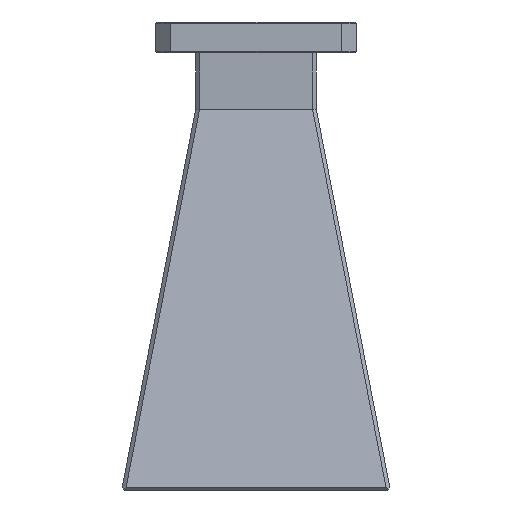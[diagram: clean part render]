
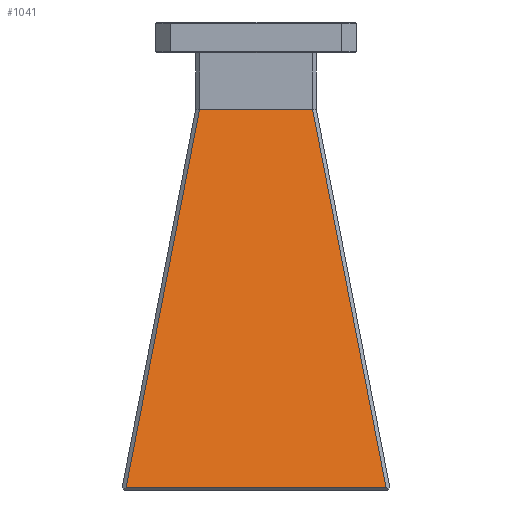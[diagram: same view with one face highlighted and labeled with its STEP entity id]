
A CAD part, front view. The second image highlights one B-rep face of the part: STEP entity #1041.
In plain terms, the highlighted planar face has unit normal (0, -0.982, 0.191).
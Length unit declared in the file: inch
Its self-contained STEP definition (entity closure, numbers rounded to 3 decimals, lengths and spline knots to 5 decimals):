
#79 = PLANE ( 'NONE',  #604 ) ;
#88 = DIRECTION ( 'NONE',  ( 1., 0., 0. ) ) ;
#98 = FACE_OUTER_BOUND ( 'NONE', #1677, .T. ) ;
#242 = LINE ( 'NONE', #496, #1748 ) ;
#337 = CARTESIAN_POINT ( 'NONE',  ( -0.45829, -0.49, 3.09 ) ) ;
#407 = EDGE_CURVE ( 'NONE', #1507, #793, #792, .T. ) ;
#496 = CARTESIAN_POINT ( 'NONE',  ( 1.09, -1.08675, 0.01675 ) ) ;
#518 = ORIENTED_EDGE ( 'NONE', *, *, #1277, .T. ) ;
#547 = DIRECTION ( 'NONE',  ( -0.187, -0.187, -0.964 ) ) ;
#579 = VERTEX_POINT ( 'NONE', #976 ) ;
#604 = AXIS2_PLACEMENT_3D ( 'NONE', #1466, #619, #1602 ) ;
#619 = DIRECTION ( 'NONE',  ( 0., -0.982, 0.191 ) ) ;
#632 = CARTESIAN_POINT ( 'NONE',  ( -0.49, -0.49, 3.09 ) ) ;
#722 = VECTOR ( 'NONE', #1640, 39.37008 ) ;
#784 = EDGE_CURVE ( 'NONE', #825, #793, #1086, .T. ) ;
#792 = LINE ( 'NONE', #632, #943 ) ;
#793 = VERTEX_POINT ( 'NONE', #1374 ) ;
#825 = VERTEX_POINT ( 'NONE', #1366 ) ;
#832 = CARTESIAN_POINT ( 'NONE',  ( 0.9841, -1.01464, 0.3881 ) ) ;
#943 = VECTOR ( 'NONE', #1339, 39.37008 ) ;
#976 = CARTESIAN_POINT ( 'NONE',  ( -1.05503, -1.08675, 0.01675 ) ) ;
#977 = ORIENTED_EDGE ( 'NONE', *, *, #407, .F. ) ;
#1041 = ADVANCED_FACE ( 'NONE', ( #98 ), #79, .T. ) ;
#1086 = LINE ( 'NONE', #832, #722 ) ;
#1154 = EDGE_CURVE ( 'NONE', #579, #825, #242, .T. ) ;
#1180 = LINE ( 'NONE', #1735, #1756 ) ;
#1277 = EDGE_CURVE ( 'NONE', #1507, #579, #1180, .T. ) ;
#1339 = DIRECTION ( 'NONE',  ( 1., 0., 0. ) ) ;
#1340 = ORIENTED_EDGE ( 'NONE', *, *, #784, .T. ) ;
#1359 = ORIENTED_EDGE ( 'NONE', *, *, #1154, .T. ) ;
#1366 = CARTESIAN_POINT ( 'NONE',  ( 1.05621, -1.08675, 0.01675 ) ) ;
#1374 = CARTESIAN_POINT ( 'NONE',  ( 0.45946, -0.49, 3.09 ) ) ;
#1466 = CARTESIAN_POINT ( 'NONE',  ( 0., -1.0504, 0.20396 ) ) ;
#1507 = VERTEX_POINT ( 'NONE', #337 ) ;
#1602 = DIRECTION ( 'NONE',  ( 0., -0.191, -0.982 ) ) ;
#1640 = DIRECTION ( 'NONE',  ( -0.187, 0.187, 0.964 ) ) ;
#1677 = EDGE_LOOP ( 'NONE', ( #1359, #1340, #977, #518 ) ) ;
#1735 = CARTESIAN_POINT ( 'NONE',  ( -0.98297, -1.01468, 0.38789 ) ) ;
#1748 = VECTOR ( 'NONE', #88, 39.37008 ) ;
#1756 = VECTOR ( 'NONE', #547, 39.37008 ) ;
